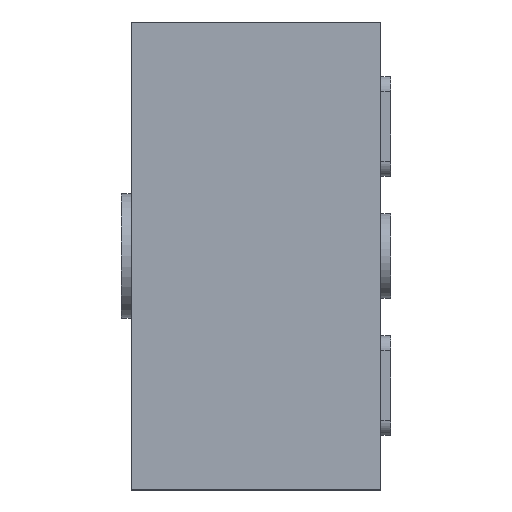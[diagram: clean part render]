
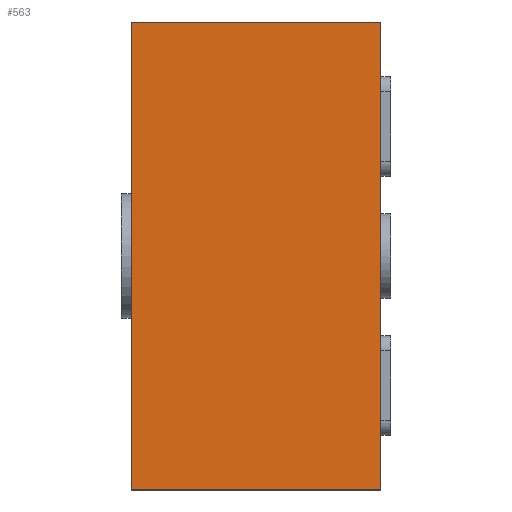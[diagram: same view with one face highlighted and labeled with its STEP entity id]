
A CAD part, left-side view. The second image highlights one B-rep face of the part: STEP entity #563.
In plain terms, the highlighted planar face has unit normal (-1, 0, 0).
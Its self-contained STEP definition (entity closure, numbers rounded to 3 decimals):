
#39 = ORIENTED_EDGE ( 'NONE', *, *, #194, .F. ) ;
#114 = EDGE_CURVE ( 'NONE', #189, #1523, #2275, .T. ) ;
#189 = VERTEX_POINT ( 'NONE', #2402 ) ;
#194 = EDGE_CURVE ( 'NONE', #807, #189, #211, .T. ) ;
#211 = LINE ( 'NONE', #813, #1123 ) ;
#286 = ORIENTED_EDGE ( 'NONE', *, *, #1939, .T. ) ;
#360 = CARTESIAN_POINT ( 'NONE',  ( -0.845, -0.25, 0.47 ) ) ;
#364 = DIRECTION ( 'NONE',  ( 0., 0., -1. ) ) ;
#563 = ADVANCED_FACE ( 'NONE', ( #2528 ), #1176, .F. ) ;
#698 = VECTOR ( 'NONE', #1239, 1000. ) ;
#779 = LINE ( 'NONE', #1328, #1589 ) ;
#807 = VERTEX_POINT ( 'NONE', #1064 ) ;
#813 = CARTESIAN_POINT ( 'NONE',  ( -0.845, 0.25, 0.47 ) ) ;
#864 = AXIS2_PLACEMENT_3D ( 'NONE', #1336, #1530, #364 ) ;
#1064 = CARTESIAN_POINT ( 'NONE',  ( -0.845, 0.25, -0.469 ) ) ;
#1096 = EDGE_CURVE ( 'NONE', #1672, #1523, #779, .T. ) ;
#1123 = VECTOR ( 'NONE', #1616, 1000. ) ;
#1176 = PLANE ( 'NONE',  #864 ) ;
#1239 = DIRECTION ( 'NONE',  ( 0., -1., 0. ) ) ;
#1293 = CARTESIAN_POINT ( 'NONE',  ( -0.845, 0.25, 0.47 ) ) ;
#1328 = CARTESIAN_POINT ( 'NONE',  ( -0.845, -0.25, 0.47 ) ) ;
#1336 = CARTESIAN_POINT ( 'NONE',  ( -0.845, 0.25, 0.47 ) ) ;
#1374 = VECTOR ( 'NONE', #1703, 1000. ) ;
#1453 = EDGE_LOOP ( 'NONE', ( #2371, #2266, #39, #286 ) ) ;
#1523 = VERTEX_POINT ( 'NONE', #360 ) ;
#1530 = DIRECTION ( 'NONE',  ( 1., 0., 0. ) ) ;
#1589 = VECTOR ( 'NONE', #1764, 1000. ) ;
#1616 = DIRECTION ( 'NONE',  ( 0., 0., 1. ) ) ;
#1618 = LINE ( 'NONE', #1817, #698 ) ;
#1653 = CARTESIAN_POINT ( 'NONE',  ( -0.845, -0.25, -0.469 ) ) ;
#1672 = VERTEX_POINT ( 'NONE', #1653 ) ;
#1703 = DIRECTION ( 'NONE',  ( 0., -1., 0. ) ) ;
#1764 = DIRECTION ( 'NONE',  ( 0., 0., 1. ) ) ;
#1817 = CARTESIAN_POINT ( 'NONE',  ( -0.845, 0.25, -0.469 ) ) ;
#1939 = EDGE_CURVE ( 'NONE', #807, #1672, #1618, .T. ) ;
#2266 = ORIENTED_EDGE ( 'NONE', *, *, #114, .F. ) ;
#2275 = LINE ( 'NONE', #1293, #1374 ) ;
#2371 = ORIENTED_EDGE ( 'NONE', *, *, #1096, .T. ) ;
#2402 = CARTESIAN_POINT ( 'NONE',  ( -0.845, 0.25, 0.47 ) ) ;
#2528 = FACE_OUTER_BOUND ( 'NONE', #1453, .T. ) ;
